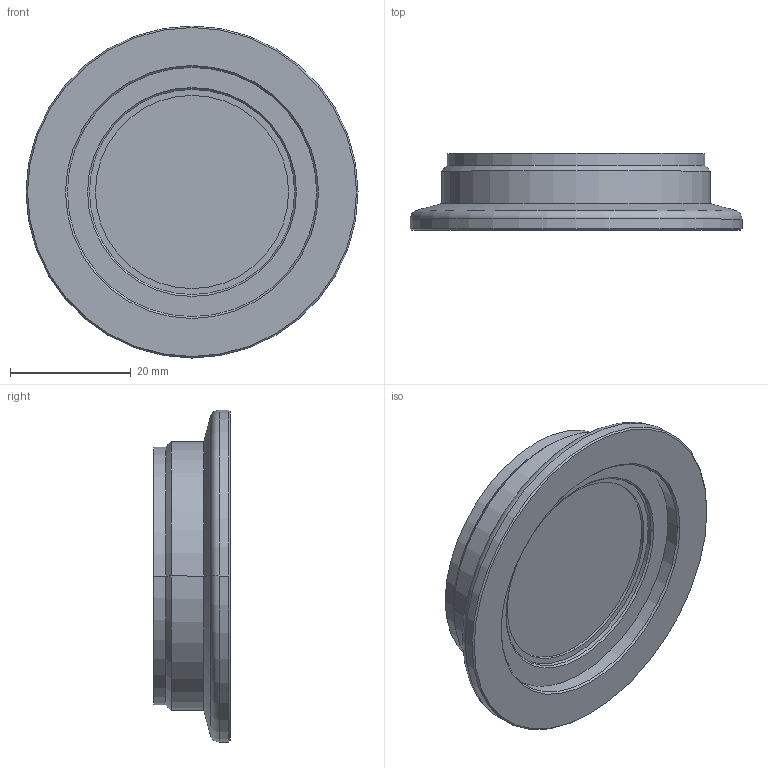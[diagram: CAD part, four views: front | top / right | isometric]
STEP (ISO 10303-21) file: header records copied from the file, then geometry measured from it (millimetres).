
FILE_DESCRIPTION (( 'STEP AP214' ), '1' );
FILE_NAME ('Hositrad_KVP40.STEP', '2011-09-30T08:05:57', ( '' ), ( '' ), 'SwSTEP 2.0', 'SolidWorks 2011', '' );
FILE_SCHEMA (( 'AUTOMOTIVE_DESIGN' ));
Length unit declared in the file: millimetre
Products named in the file (3): KF-Viewport-All_KF40; Glass-KF-All; Hositrad_KVP40
Assembly tree (2 placements, depth 2):
  Hositrad_KVP40
    Glass-KF-All
    KF-Viewport-All_KF40
Bounding box: 55 x 12.7 x 55 mm (x, y, z)
Volume: 10444.5 mm3; surface area: 10635.6 mm2
Topology: 2 solids, 2 shells, 44 faces, 86 edges, 50 vertices
Faces by surface type: cylinder 18, cone 10, torus 8, plane 8
Entity records: 1290 total; most frequent: DIRECTION 242, CARTESIAN_POINT 185, ORIENTED_EDGE 172, AXIS2_PLACEMENT_3D 107, EDGE_CURVE 86, CIRCLE 58, VERTEX_POINT 50, EDGE_LOOP 50
